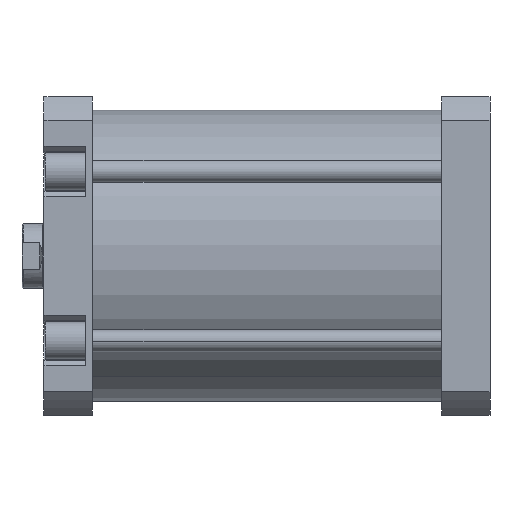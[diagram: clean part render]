
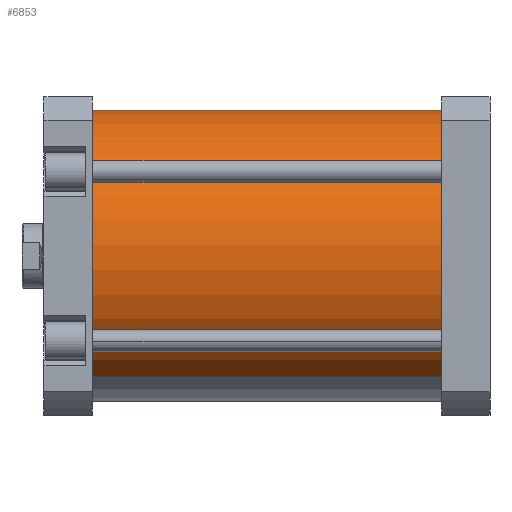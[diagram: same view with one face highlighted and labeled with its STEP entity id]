
A CAD part, front view. The second image highlights one B-rep face of the part: STEP entity #6853.
In plain terms, the highlighted cylindrical face has radius 66.5 mm (diameter 133 mm), a partial arc.
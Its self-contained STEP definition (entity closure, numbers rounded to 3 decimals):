
#229 = CARTESIAN_POINT ( 'NONE',  ( 0., 0., 159. ) ) ;
#260 = DIRECTION ( 'NONE',  ( -1., 0., 0. ) ) ;
#272 = DIRECTION ( 'NONE',  ( 0., 0., -1. ) ) ;
#1112 = DIRECTION ( 'NONE',  ( 1., 0., 0. ) ) ;
#1113 = DIRECTION ( 'NONE',  ( 0., 0., 1. ) ) ;
#1120 = DIRECTION ( 'NONE',  ( 1., 0., 0. ) ) ;
#1121 = DIRECTION ( 'NONE',  ( 0., 0., 1. ) ) ;
#1123 = CARTESIAN_POINT ( 'NONE',  ( 0., 0., 0. ) ) ;
#1124 = CARTESIAN_POINT ( 'NONE',  ( 0., 0., 159. ) ) ;
#1131 = DIRECTION ( 'NONE',  ( 0., 0., -1. ) ) ;
#1137 = DIRECTION ( 'NONE',  ( 0., 0., -1. ) ) ;
#1145 = CARTESIAN_POINT ( 'NONE',  ( 66.5, 0., 159. ) ) ;
#1160 = CARTESIAN_POINT ( 'NONE',  ( -66.5, 0., 159. ) ) ;
#1890 = FACE_OUTER_BOUND ( 'NONE', #4623, .T. ) ;
#1895 = CYLINDRICAL_SURFACE ( 'NONE', #6051, 66.5 ) ;
#3080 = CARTESIAN_POINT ( 'NONE',  ( -66.5, 0., 0. ) ) ;
#3081 = CARTESIAN_POINT ( 'NONE',  ( 66.5, 0., 0. ) ) ;
#3082 = CARTESIAN_POINT ( 'NONE',  ( -66.5, 0., 159. ) ) ;
#3083 = CARTESIAN_POINT ( 'NONE',  ( 66.5, 0., 159. ) ) ;
#4029 = CIRCLE ( 'NONE', #5827, 66.5 ) ;
#4061 = LINE ( 'NONE', #1160, #4165 ) ;
#4118 = CIRCLE ( 'NONE', #5833, 66.5 ) ;
#4137 = LINE ( 'NONE', #1145, #4139 ) ;
#4139 = VECTOR ( 'NONE', #1137, 1000. ) ;
#4165 = VECTOR ( 'NONE', #1131, 1000. ) ;
#4623 = EDGE_LOOP ( 'NONE', ( #6743, #6744, #6745, #6746 ) ) ;
#5504 = EDGE_CURVE ( 'NONE', #7512, #7510, #4137, .T. ) ;
#5506 = EDGE_CURVE ( 'NONE', #7511, #7509, #4061, .T. ) ;
#5509 = EDGE_CURVE ( 'NONE', #7511, #7512, #4029, .T. ) ;
#5511 = EDGE_CURVE ( 'NONE', #7509, #7510, #4118, .T. ) ;
#5827 = AXIS2_PLACEMENT_3D ( 'NONE', #1124, #1121, #1120 ) ;
#5833 = AXIS2_PLACEMENT_3D ( 'NONE', #1123, #1113, #1112 ) ;
#6051 = AXIS2_PLACEMENT_3D ( 'NONE', #229, #272, #260 ) ;
#6743 = ORIENTED_EDGE ( 'NONE', *, *, #5504, .F. ) ;
#6744 = ORIENTED_EDGE ( 'NONE', *, *, #5509, .F. ) ;
#6745 = ORIENTED_EDGE ( 'NONE', *, *, #5506, .T. ) ;
#6746 = ORIENTED_EDGE ( 'NONE', *, *, #5511, .T. ) ;
#6853 = ADVANCED_FACE ( 'NONE', ( #1890 ), #1895, .T. ) ;
#7509 = VERTEX_POINT ( 'NONE', #3080 ) ;
#7510 = VERTEX_POINT ( 'NONE', #3081 ) ;
#7511 = VERTEX_POINT ( 'NONE', #3082 ) ;
#7512 = VERTEX_POINT ( 'NONE', #3083 ) ;
